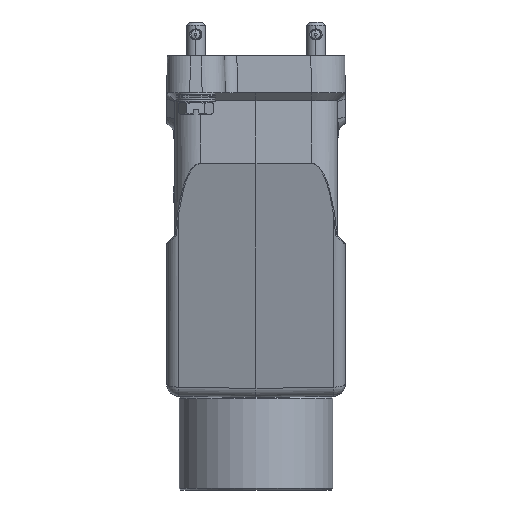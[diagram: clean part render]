
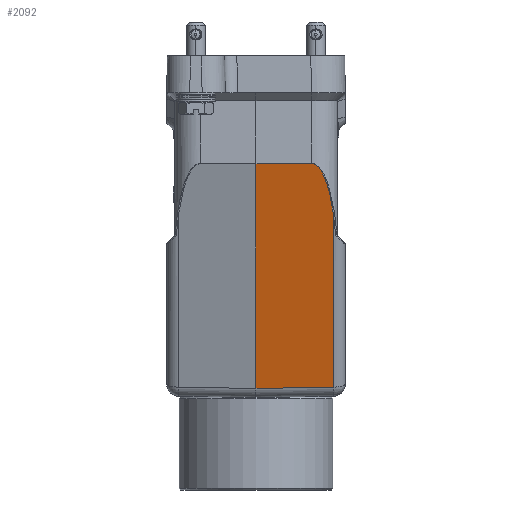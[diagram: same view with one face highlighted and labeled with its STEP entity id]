
A CAD part, left-side view. The second image highlights one B-rep face of the part: STEP entity #2092.
In plain terms, the highlighted planar face has unit normal (-0.966, -0.018, -0.259).
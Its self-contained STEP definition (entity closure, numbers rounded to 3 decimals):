
#1216=FACE_OUTER_BOUND('',#4552,.T.);
#2092=ADVANCED_FACE('NONE',(#1216),#2630,.F.);
#2630=PLANE('',#15788);
#3628=B_SPLINE_CURVE_WITH_KNOTS('',3,(#31631,#31632,#31633,#31634,#31635,
#31636,#31637,#31638,#31639,#31640,#31641,#31642,#31643,#31644,#31645,#31646,
#31647,#31648,#31649,#31650),.UNSPECIFIED.,.F.,.F.,(4,2,2,2,2,2,2,2,2,4),
(0.,0.031,0.062,0.125,0.187,
0.25,0.375,0.5,0.75,1.),.UNSPECIFIED.);
#4552=EDGE_LOOP('',(#8262,#8263,#8264,#8265,#8266));
#8262=ORIENTED_EDGE('',*,*,#12443,.F.);
#8263=ORIENTED_EDGE('',*,*,#12441,.F.);
#8264=ORIENTED_EDGE('',*,*,#12364,.F.);
#8265=ORIENTED_EDGE('',*,*,#12366,.F.);
#8266=ORIENTED_EDGE('',*,*,#12444,.F.);
#10321=VERTEX_POINT('',#31580);
#10324=VERTEX_POINT('',#31630);
#10325=VERTEX_POINT('',#31723);
#10368=VERTEX_POINT('',#32278);
#10372=VERTEX_POINT('',#32333);
#12364=EDGE_CURVE('NONE',#10324,#10321,#3628,.T.);
#12366=EDGE_CURVE('NONE',#10325,#10324,#13577,.T.);
#12441=EDGE_CURVE('NONE',#10321,#10368,#13619,.T.);
#12443=EDGE_CURVE('NONE',#10368,#10372,#13620,.T.);
#12444=EDGE_CURVE('NONE',#10372,#10325,#13621,.T.);
#13577=LINE('',#31724,#14618);
#13619=LINE('',#32302,#14660);
#13620=LINE('',#32332,#14661);
#13621=LINE('',#32334,#14662);
#14618=VECTOR('',#18879,1.);
#14660=VECTOR('',#18997,1.);
#14661=VECTOR('',#19000,1.);
#14662=VECTOR('',#19001,1.);
#15788=AXIS2_PLACEMENT_3D('',#32335,#19002,#19003);
#18879=DIRECTION('',(0.017,-1.,0.002));
#18997=DIRECTION('',(0.259,0.,-0.966));
#19000=DIRECTION('',(-0.013,1.,-0.017));
#19001=DIRECTION('',(-0.259,0.,0.966));
#19002=DIRECTION('',(0.966,0.017,0.259));
#19003=DIRECTION('',(0.259,0.,-0.966));
#31580=CARTESIAN_POINT('',(-70.235,-25.07,-39.091));
#31630=CARTESIAN_POINT('',(-74.668,-18.048,-23.022));
#31631=CARTESIAN_POINT('',(-74.668,-18.048,-23.022));
#31632=CARTESIAN_POINT('',(-74.664,-18.244,-23.022));
#31633=CARTESIAN_POINT('',(-74.654,-18.439,-23.048));
#31634=CARTESIAN_POINT('',(-74.62,-18.815,-23.149));
#31635=CARTESIAN_POINT('',(-74.597,-18.996,-23.223));
#31636=CARTESIAN_POINT('',(-74.515,-19.511,-23.494));
#31637=CARTESIAN_POINT('',(-74.444,-19.815,-23.739));
#31638=CARTESIAN_POINT('',(-74.289,-20.363,-24.281));
#31639=CARTESIAN_POINT('',(-74.204,-20.607,-24.58));
#31640=CARTESIAN_POINT('',(-74.029,-21.054,-25.204));
#31641=CARTESIAN_POINT('',(-73.938,-21.257,-25.531));
#31642=CARTESIAN_POINT('',(-73.659,-21.823,-26.533));
#31643=CARTESIAN_POINT('',(-73.466,-22.142,-27.231));
#31644=CARTESIAN_POINT('',(-73.075,-22.714,-28.653));
#31645=CARTESIAN_POINT('',(-72.876,-22.965,-29.377));
#31646=CARTESIAN_POINT('',(-72.276,-23.647,-31.571));
#31647=CARTESIAN_POINT('',(-71.87,-24.009,-33.061));
#31648=CARTESIAN_POINT('',(-71.055,-24.619,-36.062));
#31649=CARTESIAN_POINT('',(-70.646,-24.866,-37.573));
#31650=CARTESIAN_POINT('',(-70.235,-25.07,-39.091));
#31723=CARTESIAN_POINT('',(-74.983,0.,-23.064));
#31724=CARTESIAN_POINT('',(-74.983,0.,-23.064));
#32278=CARTESIAN_POINT('',(-55.094,-25.07,-95.598));
#32302=CARTESIAN_POINT('',(-54.213,-25.07,-98.887));
#32332=CARTESIAN_POINT('',(-55.09,-25.378,-95.593));
#32333=CARTESIAN_POINT('',(-55.43,0.,-96.036));
#32334=CARTESIAN_POINT('',(-54.636,0.,-99.));
#32335=CARTESIAN_POINT('',(-54.636,0.,-99.));
